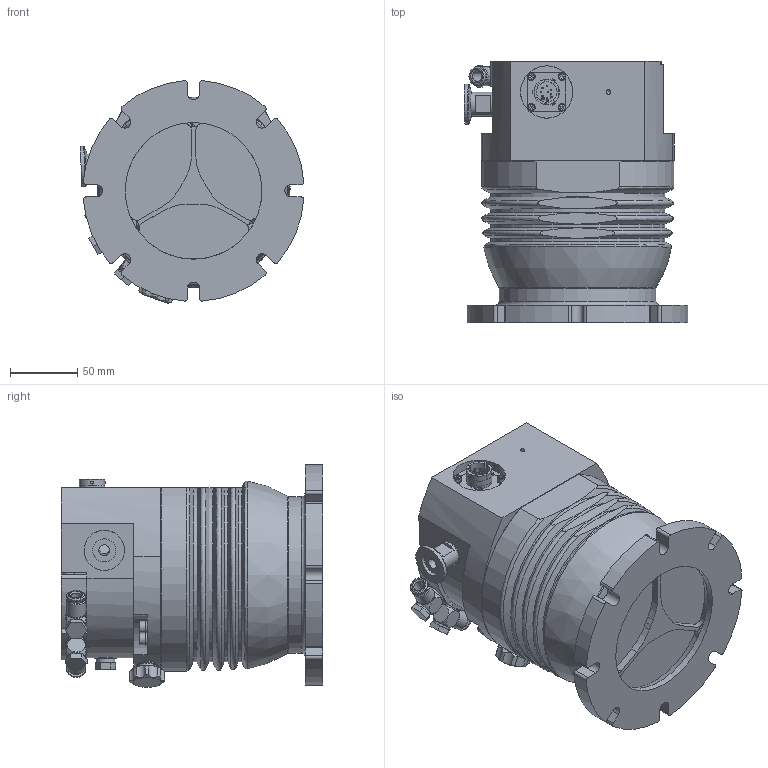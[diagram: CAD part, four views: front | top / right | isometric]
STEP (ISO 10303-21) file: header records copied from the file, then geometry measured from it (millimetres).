
FILE_DESCRIPTION((''),'2;1');
FILE_NAME('PM902103.stp','2008-10-09T10:03:43',('marxmankel'),(''),'Autodesk Inventor 11','Autodesk Inventor 11','');
FILE_SCHEMA(('AUTOMOTIVE_DESIGN { 1 0 10303 214 1 1 1 1 }'));
Length unit declared in the file: millimetre
Products named in the file (1): PM902103
Bounding box: 166.81 x 195 x 166.16 mm (x, y, z)
Volume: 2746828.4 mm3; surface area: 219673.8 mm2
Topology: 35 solids, 35 shells, 1002 faces, 2358 edges, 1531 vertices
Faces by surface type: plane 468, cylinder 282, bspline 138, cone 76, torus 36, sphere 2
Full cylindrical faces by diameter (mm): 0.5 x2, 1 x21, 1.5 x2, 2 x10, 3 x4, 3.242 x1, 4 x2, 4.134 x8, 5 x10, 5.4 x8, 5.5 x12, 6 x2, 6.647 x5, 7 x2, 8 x4, 8.1 x2, 8.5 x8, 8.566 x2, 9 x10, 10 x8, 11 x1, 12 x2, 13 x1, 13.5 x1, 13.8 x4, 14 x8, 15 x1, 15.4 x2, 16 x2, 16.3 x1
Entity records: 30304 total; most frequent: CARTESIAN_POINT 10034, DIRECTION 4158, ORIENTED_EDGE 3674, EDGE_CURVE 1837, AXIS2_PLACEMENT_3D 1704, EDGE_LOOP 1505, VERTEX_POINT 1356, FACE_OUTER_BOUND 1000
